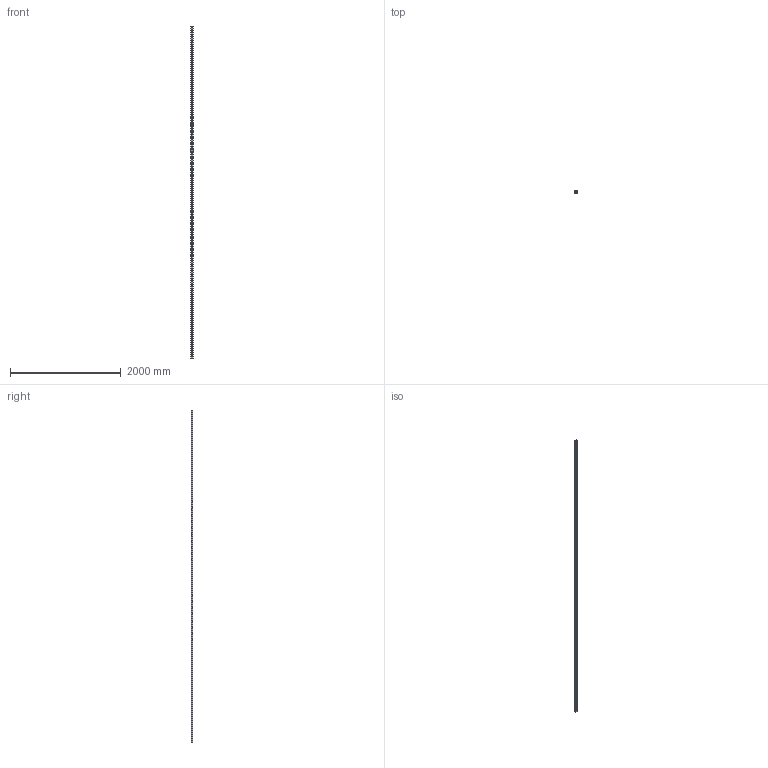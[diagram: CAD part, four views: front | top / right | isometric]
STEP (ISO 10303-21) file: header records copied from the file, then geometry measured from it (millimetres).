
FILE_DESCRIPTION (( 'STEP AP203' ), '1' );
FILE_NAME ('01-02-1085.STEP', '2013-05-06T06:09:22', ( 'asennus' ), ( '' ), 'SwSTEP 2.0', 'SolidWorks 2013', '' );
FILE_SCHEMA (( 'CONFIG_CONTROL_DESIGN' ));
Length unit declared in the file: millimetre
Products named in the file (1): 01-02-1085
Bounding box: 48 x 26 x 6000 mm (x, y, z)
Volume: 1353049.2 mm3; surface area: 1394162.6 mm2
Topology: 1 solids, 1 shells, 719 faces, 2103 edges, 1386 vertices
Faces by surface type: cylinder 411, plane 308
Entity records: 24684 total; most frequent: DIRECTION 4365, CARTESIAN_POINT 4209, ORIENTED_EDGE 4206, EDGE_CURVE 2103, AXIS2_PLACEMENT_3D 1542, VERTEX_POINT 1386, VECTOR 1281, LINE 1281
